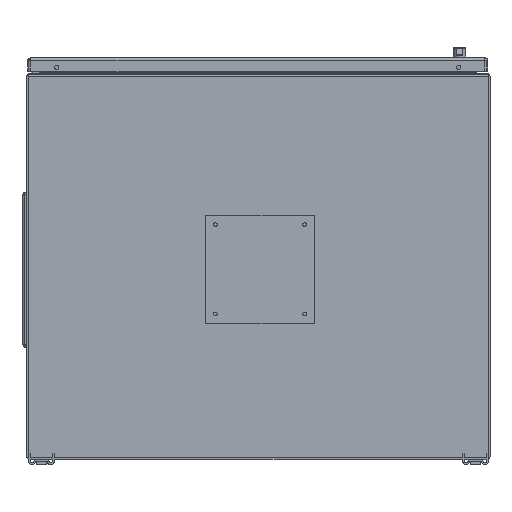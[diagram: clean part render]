
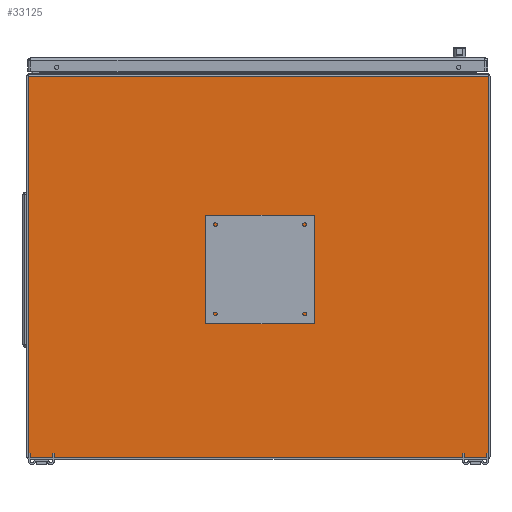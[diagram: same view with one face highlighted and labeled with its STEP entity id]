
A CAD part, front view. The second image highlights one B-rep face of the part: STEP entity #33125.
In plain terms, the highlighted planar face has unit normal (0, -1, 0).
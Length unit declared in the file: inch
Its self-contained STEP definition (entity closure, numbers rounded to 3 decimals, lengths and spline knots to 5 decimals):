
#33067=CARTESIAN_POINT('',(11.921,0.,19.838));
#33068=VERTEX_POINT('',#33067);
#33069=CARTESIAN_POINT('',(-11.921,0.,19.838));
#33070=VERTEX_POINT('',#33069);
#33071=CARTESIAN_POINT('',(11.921,0.,19.838));
#33072=DIRECTION('',(-1.0,0.0,0.0));
#33073=VECTOR('',#33072,23.842);
#33074=LINE('',#33071,#33073);
#33075=EDGE_CURVE('',#33068,#33070,#33074,.T.);
#33095=CARTESIAN_POINT('',(12.,0.0,0.08));
#33096=DIRECTION('',(0.0,-1.0,0.0));
#33097=DIRECTION('',(0.0,0.0,-1.0));
#33098=AXIS2_PLACEMENT_3D('',#33095,#33096,#33097);
#33099=PLANE('',#33098);
#33100=CARTESIAN_POINT('',(11.921,0.0,0.08));
#33101=VERTEX_POINT('',#33100);
#33102=CARTESIAN_POINT('',(-11.921,0.,0.08));
#33103=VERTEX_POINT('',#33102);
#33104=CARTESIAN_POINT('',(11.921,0.0,0.08));
#33105=DIRECTION('',(-1.0,0.0,0.0));
#33106=VECTOR('',#33105,23.842);
#33107=LINE('',#33104,#33106);
#33108=EDGE_CURVE('',#33101,#33103,#33107,.T.);
#33109=ORIENTED_EDGE('',*,*,#33108,.F.);
#33110=CARTESIAN_POINT('',(11.921,0.0,19.838));
#33111=DIRECTION('',(0.0,0.0,-1.0));
#33112=VECTOR('',#33111,19.758);
#33113=LINE('',#33110,#33112);
#33114=EDGE_CURVE('',#33068,#33101,#33113,.T.);
#33115=ORIENTED_EDGE('',*,*,#33114,.F.);
#33116=ORIENTED_EDGE('',*,*,#33075,.T.);
#33117=CARTESIAN_POINT('',(-11.921,0.,19.838));
#33118=DIRECTION('',(0.0,0.0,-1.0));
#33119=VECTOR('',#33118,19.758);
#33120=LINE('',#33117,#33119);
#33121=EDGE_CURVE('',#33070,#33103,#33120,.T.);
#33122=ORIENTED_EDGE('',*,*,#33121,.T.);
#33123=EDGE_LOOP('',(#33109,#33115,#33116,#33122));
#33124=FACE_OUTER_BOUND('',#33123,.T.);
#33125=ADVANCED_FACE('',(#33124),#33099,.T.);
